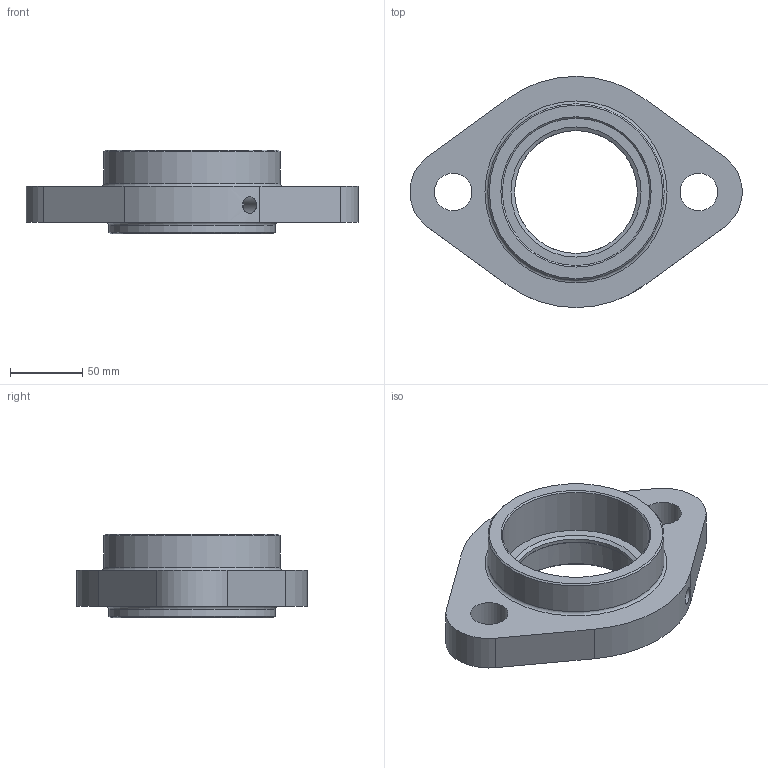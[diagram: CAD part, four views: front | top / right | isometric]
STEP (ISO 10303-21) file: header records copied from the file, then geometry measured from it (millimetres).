
FILE_DESCRIPTION(/* description */ (''),/* implementation_level */ '2;1');
FILE_NAME(/* name */ 'Part 037.stp',/* time_stamp */ '2015-02-21T12:49:30+02:00',/* author */ ('SFC'),/* organization */ (''),/* preprocessor_version */ 'ST-DEVELOPER v15.2',/* originating_system */ 'Autodesk Inventor 2014',/* authorisation */ '');
FILE_SCHEMA (('AUTOMOTIVE_DESIGN { 1 0 10303 214 3 1 1 }'));
Length unit declared in the file: millimetre
Products named in the file (1): Part 037
Bounding box: 229.78 x 160 x 58 mm (x, y, z)
Volume: 537983 mm3; surface area: 86079.7 mm2
Topology: 1 solids, 1 shells, 40 faces, 98 edges, 62 vertices
Faces by surface type: cylinder 17, cone 11, plane 10, torus 2
Full cylindrical faces by diameter (mm): 6 x1, 8.376 x4, 11.445 x1, 26 x2, 85 x1, 90 x1, 102 x1, 115 x1, 122 x1
Entity records: 1100 total; most frequent: CARTESIAN_POINT 238, DIRECTION 180, ORIENTED_EDGE 128, AXIS2_PLACEMENT_3D 81, EDGE_LOOP 75, EDGE_CURVE 64, VERTEX_POINT 53, CIRCLE 40
